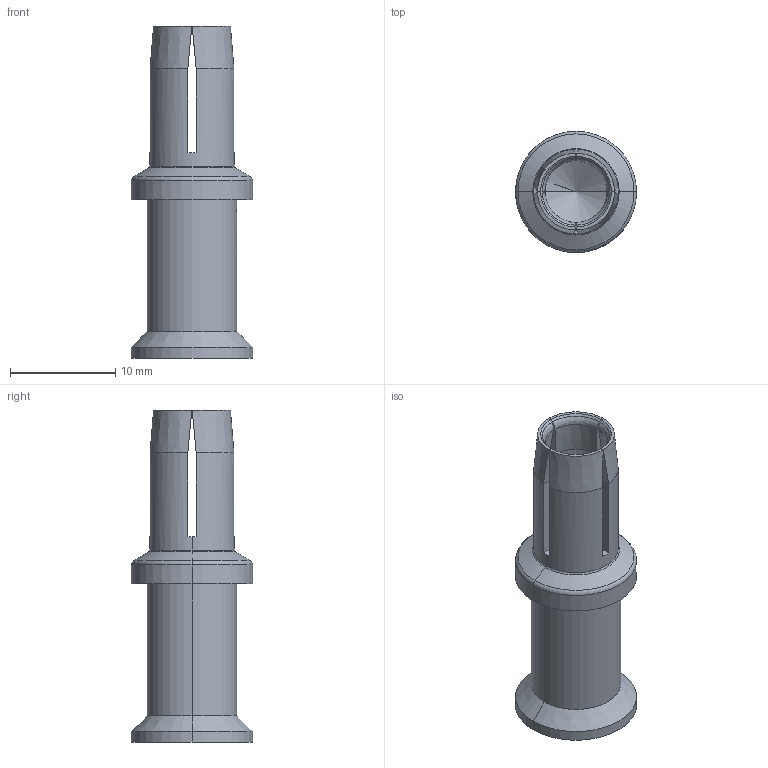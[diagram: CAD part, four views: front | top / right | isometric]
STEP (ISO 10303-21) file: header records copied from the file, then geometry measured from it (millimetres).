
FILE_DESCRIPTION((''),'2;1');
FILE_NAME('CKSF70-6','2017-05-20T',('tl.yang'),(''),'PRO/ENGINEER BY PARAMETRIC TECHNOLOGY CORPORATION, 2011500','PRO/ENGINEER BY PARAMETRIC TECHNOLOGY CORPORATION, 2011500','');
FILE_SCHEMA(('CONFIG_CONTROL_DESIGN'));
Length unit declared in the file: millimetre
Products named in the file (1): CKSF70-6
Bounding box: 11.5 x 11.5 x 31.5 mm (x, y, z)
Volume: 1075.6 mm3; surface area: 1607.9 mm2
Topology: 1 solids, 1 shells, 72 faces, 188 edges, 114 vertices
Faces by surface type: plane 26, cone 22, cylinder 16, revolution 4, torus 4
Entity records: 2360 total; most frequent: CARTESIAN_POINT 624, ORIENTED_EDGE 368, DIRECTION 340, EDGE_CURVE 184, AXIS2_PLACEMENT_3D 136, VERTEX_POINT 114, EDGE_LOOP 74, FACE_OUTER_BOUND 72
